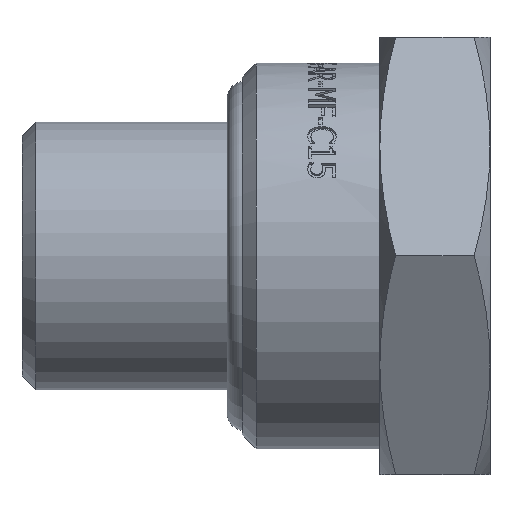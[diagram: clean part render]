
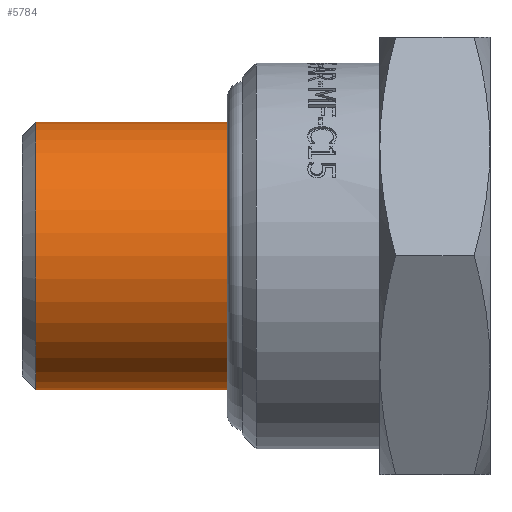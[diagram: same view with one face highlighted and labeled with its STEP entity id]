
A CAD part, top view. The second image highlights one B-rep face of the part: STEP entity #5784.
In plain terms, the highlighted cylindrical face has radius 4.864 mm (diameter 9.728 mm), a full revolution.
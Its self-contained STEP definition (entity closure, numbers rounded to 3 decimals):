
#686=FACE_OUTER_BOUND('',#1044,.T.);
#1044=EDGE_LOOP('',(#5396,#5397,#5398,#5399,#5400));
#1467=CIRCLE('',#6122,4.864);
#1481=CIRCLE('',#6160,4.864);
#1482=CIRCLE('',#6161,4.864);
#1877=LINE('',#13220,#2271);
#2271=VECTOR('',#7270,4.864);
#2809=VERTEX_POINT('',#13069);
#2835=VERTEX_POINT('',#13212);
#2836=VERTEX_POINT('',#13213);
#3643=EDGE_CURVE('',#2809,#2809,#1467,.T.);
#3688=EDGE_CURVE('',#2835,#2836,#1481,.T.);
#3689=EDGE_CURVE('',#2836,#2835,#1482,.T.);
#3692=EDGE_CURVE('',#2809,#2836,#1877,.T.);
#5396=ORIENTED_EDGE('',*,*,#3643,.F.);
#5397=ORIENTED_EDGE('',*,*,#3692,.T.);
#5398=ORIENTED_EDGE('',*,*,#3688,.F.);
#5399=ORIENTED_EDGE('',*,*,#3689,.F.);
#5400=ORIENTED_EDGE('',*,*,#3692,.F.);
#5435=CYLINDRICAL_SURFACE('',#6163,4.864);
#5784=ADVANCED_FACE('',(#686),#5435,.T.);
#6122=AXIS2_PLACEMENT_3D('',#13070,#7178,#7179);
#6160=AXIS2_PLACEMENT_3D('',#13214,#7261,#7262);
#6161=AXIS2_PLACEMENT_3D('',#13215,#7263,#7264);
#6163=AXIS2_PLACEMENT_3D('',#13219,#7268,#7269);
#7178=DIRECTION('center_axis',(1.,0.,0.));
#7179=DIRECTION('ref_axis',(0.,1.,0.));
#7261=DIRECTION('center_axis',(-1.,0.,0.));
#7262=DIRECTION('ref_axis',(0.,-1.,0.));
#7263=DIRECTION('center_axis',(-1.,0.,0.));
#7264=DIRECTION('ref_axis',(0.,-1.,0.));
#7268=DIRECTION('center_axis',(1.,0.,0.));
#7269=DIRECTION('ref_axis',(0.,1.,0.));
#7270=DIRECTION('',(-1.,0.,0.));
#13069=CARTESIAN_POINT('',(8.,-4.864,0.));
#13070=CARTESIAN_POINT('Origin',(8.,0.,0.));
#13212=CARTESIAN_POINT('',(0.5,4.864,0.));
#13213=CARTESIAN_POINT('',(0.5,-4.864,0.));
#13214=CARTESIAN_POINT('Origin',(0.5,0.,0.));
#13215=CARTESIAN_POINT('Origin',(0.5,0.,0.));
#13219=CARTESIAN_POINT('Origin',(4.,0.,0.));
#13220=CARTESIAN_POINT('',(4.,-4.864,0.));
